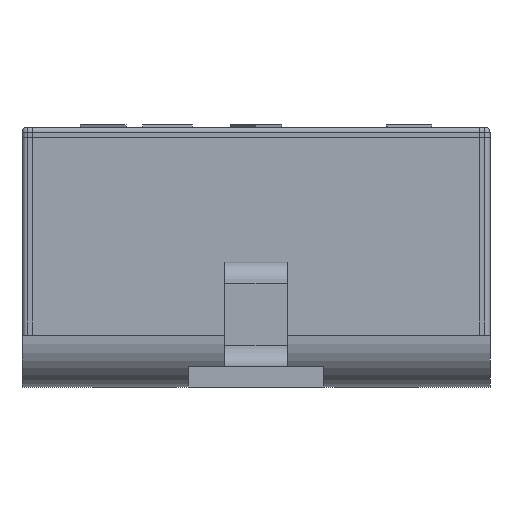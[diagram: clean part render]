
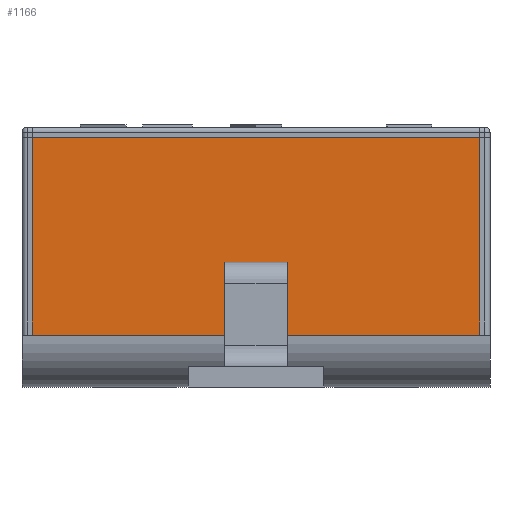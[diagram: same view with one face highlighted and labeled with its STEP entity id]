
A CAD part, front view. The second image highlights one B-rep face of the part: STEP entity #1166.
In plain terms, the highlighted planar face has unit normal (0, -1, 0).
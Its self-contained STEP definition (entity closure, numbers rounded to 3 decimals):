
#13=DIRECTION('',(0.,0.,1.));
#36=DIRECTION('',(0.,-1.,0.));
#85=DIRECTION('',(-1.,0.,0.));
#287=VECTOR('',#85,1.);
#348=VERTEX_POINT('',#349);
#349=CARTESIAN_POINT('',(-2.15,-2.25,2.4));
#354=LINE('',#355,#356);
#355=CARTESIAN_POINT('',(-2.15,-2.25,0.5));
#356=VECTOR('',#13,1.);
#849=EDGE_CURVE('',#850,#348,#852,.T.);
#850=VERTEX_POINT('',#851);
#851=CARTESIAN_POINT('',(2.15,-2.25,2.4));
#852=LINE('',#853,#287);
#853=CARTESIAN_POINT('',(2.25,-2.25,2.4));
#856=LINE('',#857,#356);
#857=CARTESIAN_POINT('',(2.15,-2.25,0.5));
#888=VERTEX_POINT('',#355);
#891=EDGE_CURVE('',#888,#348,#354,.T.);
#1166=ADVANCED_FACE('',(#1167,#1178),#1207,.T.);
#1167=FACE_BOUND('',#1168,.T.);
#1168=EDGE_LOOP('',(#1169,#1174,#1176,#1177));
#1169=ORIENTED_EDGE('',*,*,#1170,.F.);
#1170=EDGE_CURVE('',#1171,#888,#1172,.T.);
#1171=VERTEX_POINT('',#857);
#1172=LINE('',#1173,#287);
#1173=CARTESIAN_POINT('',(2.25,-2.25,0.5));
#1174=ORIENTED_EDGE('',*,*,#1175,.T.);
#1175=EDGE_CURVE('',#1171,#850,#856,.T.);
#1176=ORIENTED_EDGE('',*,*,#849,.T.);
#1177=ORIENTED_EDGE('',*,*,#891,.F.);
#1178=FACE_BOUND('',#1179,.T.);
#1179=EDGE_LOOP('',(#1180,#1189,#1197,#1203));
#1180=ORIENTED_EDGE('',*,*,#1181,.F.);
#1181=EDGE_CURVE('',#1182,#1184,#1186,.T.);
#1182=VERTEX_POINT('',#1183);
#1183=CARTESIAN_POINT('',(-0.3,-2.25,0.987));
#1184=VERTEX_POINT('',#1185);
#1185=CARTESIAN_POINT('',(0.3,-2.25,0.987));
#1186=LINE('',#1185,#1187);
#1187=VECTOR('',#1188,1.);
#1188=DIRECTION('',(1.,0.,0.));
#1189=ORIENTED_EDGE('',*,*,#1190,.F.);
#1190=EDGE_CURVE('',#1191,#1182,#1193,.T.);
#1191=VERTEX_POINT('',#1192);
#1192=CARTESIAN_POINT('',(-0.3,-2.25,1.2));
#1193=LINE('',#1194,#1195);
#1194=CARTESIAN_POINT('',(-0.3,-2.25,0.298));
#1195=VECTOR('',#1196,1.);
#1196=DIRECTION('',(0.,0.,-1.));
#1197=ORIENTED_EDGE('',*,*,#1198,.T.);
#1198=EDGE_CURVE('',#1191,#1199,#1201,.T.);
#1199=VERTEX_POINT('',#1200);
#1200=CARTESIAN_POINT('',(0.3,-2.25,1.2));
#1201=LINE('',#1202,#1187);
#1202=CARTESIAN_POINT('',(1.275,-2.25,1.2));
#1203=ORIENTED_EDGE('',*,*,#1204,.T.);
#1204=EDGE_CURVE('',#1199,#1184,#1205,.T.);
#1205=LINE('',#1206,#1195);
#1206=CARTESIAN_POINT('',(0.3,-2.25,0.298));
#1207=PLANE('',#1208);
#1208=AXIS2_PLACEMENT_3D('',#1209,#36,#85);
#1209=CARTESIAN_POINT('',(2.25,-2.25,0.));
